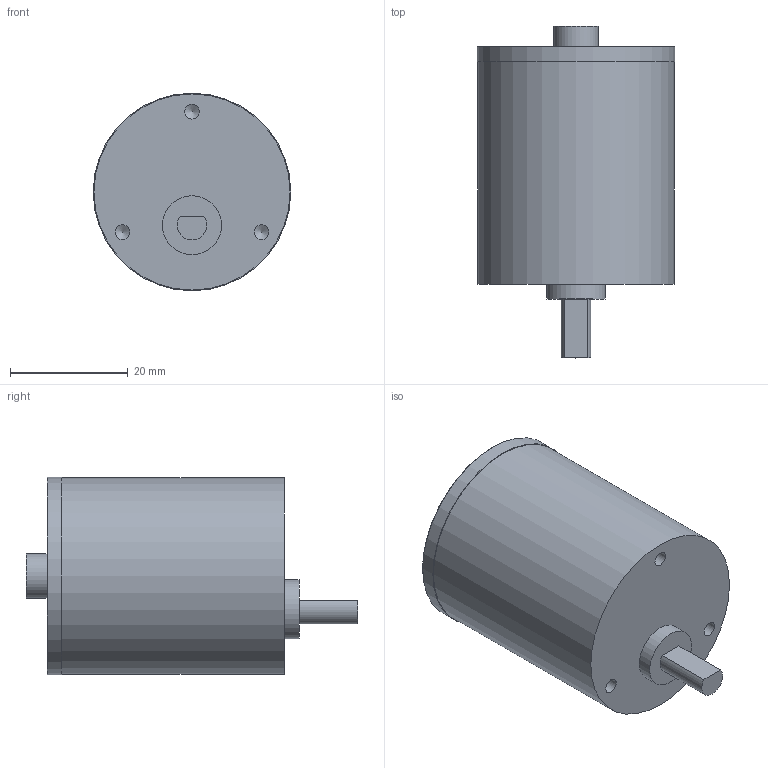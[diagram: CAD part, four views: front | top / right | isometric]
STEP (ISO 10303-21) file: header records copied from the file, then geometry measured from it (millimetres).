
FILE_DESCRIPTION(('FreeCAD Model'),'2;1');
FILE_NAME('Open CASCADE Shape Model','2025-04-14T09:45:56',(''),(''), 'Open CASCADE STEP processor 7.8','FreeCAD','Unknown');
FILE_SCHEMA(('AUTOMOTIVE_DESIGN { 1 0 10303 214 1 1 1 1 }'));
Length unit declared in the file: millimetre
Products named in the file (1): Tread Motor
Bounding box: 33.53 x 56.31 x 33.53 mm (x, y, z)
Volume: 35411.7 mm3; surface area: 6527.3 mm2
Topology: 1 solids, 1 shells, 19 faces, 34 edges, 22 vertices
Faces by surface type: plane 8, cylinder 8, cone 3
Full cylindrical faces by diameter (mm): 2.5 x3, 7.5 x1, 10 x1, 33.274 x1, 33.528 x1
Entity records: 476 total; most frequent: DIRECTION 88, CARTESIAN_POINT 73, ORIENTED_EDGE 62, AXIS2_PLACEMENT_3D 37, EDGE_CURVE 31, FACE_BOUND 27, EDGE_LOOP 27, VERTEX_POINT 22
